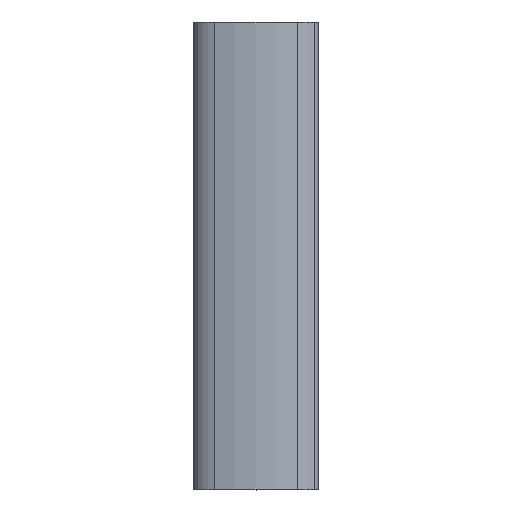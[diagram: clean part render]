
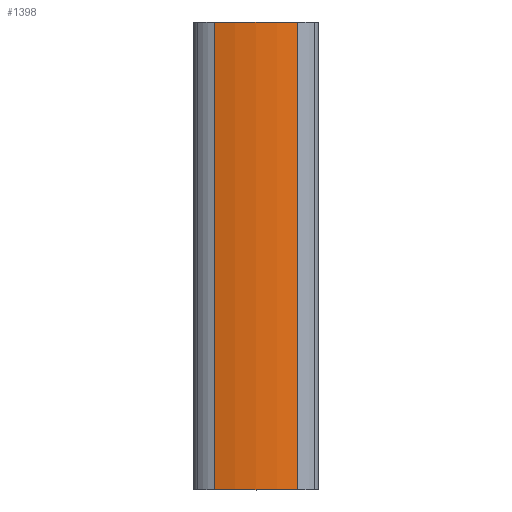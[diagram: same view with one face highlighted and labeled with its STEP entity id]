
A CAD part, top view. The second image highlights one B-rep face of the part: STEP entity #1398.
In plain terms, the highlighted cylindrical face has radius 5.938 mm (diameter 11.875 mm), a partial arc.
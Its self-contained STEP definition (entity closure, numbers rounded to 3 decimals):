
#1371=AXIS2_PLACEMENT_3D('Cylinder Axis2P3D',#1368,#1369,#1370) ;
#1375=AXIS2_PLACEMENT_3D('Circle Axis2P3D',#1373,#1374,$) ;
#1389=AXIS2_PLACEMENT_3D('Circle Axis2P3D',#1387,#1388,$) ;
#1345=CARTESIAN_POINT('Vertex',(4.006,18.,10.079)) ;
#1348=CARTESIAN_POINT('Line Origine',(4.006,9.,10.079)) ;
#1352=CARTESIAN_POINT('Vertex',(4.006,0.,10.079)) ;
#1368=CARTESIAN_POINT('Axis2P3D Location',(2.4,9.,4.363)) ;
#1373=CARTESIAN_POINT('Axis2P3D Location',(2.4,18.,4.363)) ;
#1377=CARTESIAN_POINT('Vertex',(0.794,18.,10.079)) ;
#1380=CARTESIAN_POINT('Line Origine',(0.794,9.,10.079)) ;
#1384=CARTESIAN_POINT('Vertex',(0.794,0.,10.079)) ;
#1387=CARTESIAN_POINT('Axis2P3D Location',(2.4,0.,4.363)) ;
#1349=DIRECTION('Vector Direction',(0.,-1.,0.)) ;
#1369=DIRECTION('Axis2P3D Direction',(0.,-1.,0.)) ;
#1370=DIRECTION('Axis2P3D XDirection',(0.27,0.,0.963)) ;
#1374=DIRECTION('Axis2P3D Direction',(0.,-1.,0.)) ;
#1381=DIRECTION('Vector Direction',(0.,-1.,0.)) ;
#1388=DIRECTION('Axis2P3D Direction',(0.,-1.,0.)) ;
#1350=VECTOR('Line Direction',#1349,1.) ;
#1382=VECTOR('Line Direction',#1381,1.) ;
#1393=ORIENTED_EDGE('',*,*,#1354,.F.) ;
#1394=ORIENTED_EDGE('',*,*,#1379,.T.) ;
#1395=ORIENTED_EDGE('',*,*,#1386,.T.) ;
#1396=ORIENTED_EDGE('',*,*,#1391,.F.) ;
#1398=ADVANCED_FACE('S3D - gedreht',(#1397),#1372,.T.) ;
#1376=CIRCLE('generated circle',#1375,5.938) ;
#1390=CIRCLE('generated circle',#1389,5.938) ;
#1372=CYLINDRICAL_SURFACE('generated cylinder',#1371,5.938) ;
#1354=EDGE_CURVE('',#1346,#1353,#1351,.T.) ;
#1379=EDGE_CURVE('',#1346,#1378,#1376,.T.) ;
#1386=EDGE_CURVE('',#1378,#1385,#1383,.T.) ;
#1391=EDGE_CURVE('',#1353,#1385,#1390,.T.) ;
#1392=EDGE_LOOP('',(#1393,#1394,#1395,#1396)) ;
#1397=FACE_OUTER_BOUND('',#1392,.T.) ;
#1351=LINE('Line',#1348,#1350) ;
#1383=LINE('Line',#1380,#1382) ;
#1346=VERTEX_POINT('',#1345) ;
#1353=VERTEX_POINT('',#1352) ;
#1378=VERTEX_POINT('',#1377) ;
#1385=VERTEX_POINT('',#1384) ;
